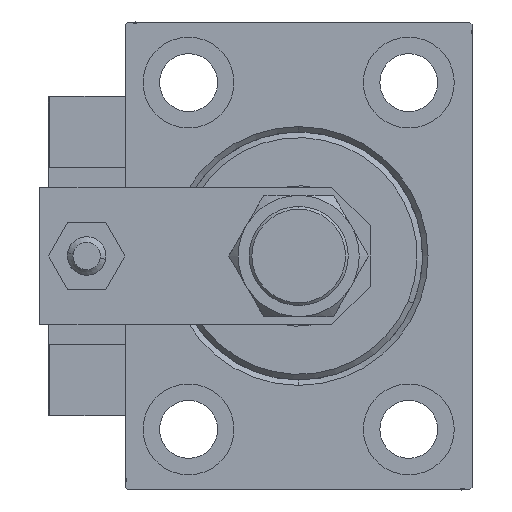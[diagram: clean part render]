
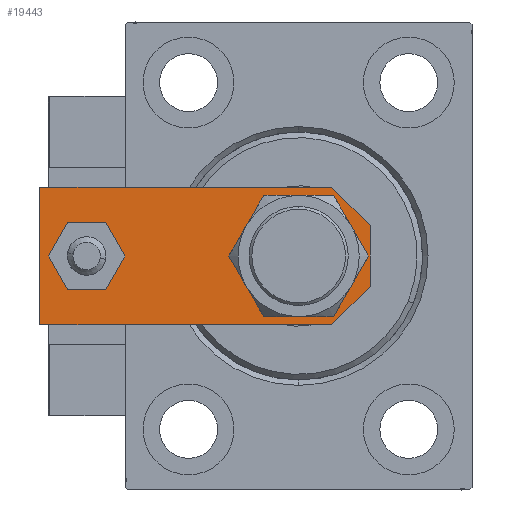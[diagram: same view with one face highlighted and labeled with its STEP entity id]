
A CAD part, left-side view. The second image highlights one B-rep face of the part: STEP entity #19443.
In plain terms, the highlighted face is planar.
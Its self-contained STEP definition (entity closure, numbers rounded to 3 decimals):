
#430 = ORIENTED_EDGE ( 'NONE', *, *, #22935, .T. ) ;
#986 = PLANE ( 'NONE',  #10115 ) ;
#1472 = AXIS2_PLACEMENT_3D ( 'NONE', #5484, #32719, #13078 ) ;
#1854 = VERTEX_POINT ( 'NONE', #29840 ) ;
#2418 = ORIENTED_EDGE ( 'NONE', *, *, #3418, .F. ) ;
#2901 = VERTEX_POINT ( 'NONE', #24963 ) ;
#3418 = EDGE_CURVE ( 'NONE', #15000, #24565, #21677, .T. ) ;
#3465 = CARTESIAN_POINT ( 'NONE',  ( 12.5, 0., 6. ) ) ;
#3512 = DIRECTION ( 'NONE',  ( 0., 0., 1. ) ) ;
#5484 = CARTESIAN_POINT ( 'NONE',  ( 0., 13., 6. ) ) ;
#7762 = VECTOR ( 'NONE', #24658, 1000. ) ;
#8436 = EDGE_LOOP ( 'NONE', ( #31074, #51667 ) ) ;
#9611 = VECTOR ( 'NONE', #12729, 1000. ) ;
#9986 = DIRECTION ( 'NONE',  ( 0.707, 0.707, 0. ) ) ;
#10115 = AXIS2_PLACEMENT_3D ( 'NONE', #21377, #33672, #41281 ) ;
#11597 = EDGE_CURVE ( 'NONE', #34025, #1854, #15767, .T. ) ;
#12729 = DIRECTION ( 'NONE',  ( -1., 0., 0. ) ) ;
#12756 = FACE_BOUND ( 'NONE', #8436, .T. ) ;
#13078 = DIRECTION ( 'NONE',  ( 1., 0., 0. ) ) ;
#14223 = EDGE_LOOP ( 'NONE', ( #2418, #32612 ) ) ;
#14535 = DIRECTION ( 'NONE',  ( 1., 0., 0. ) ) ;
#15000 = VERTEX_POINT ( 'NONE', #43571 ) ;
#15049 = CARTESIAN_POINT ( 'NONE',  ( 0., 51.5, 6. ) ) ;
#15111 = VECTOR ( 'NONE', #9986, 1000. ) ;
#15245 = CARTESIAN_POINT ( 'NONE',  ( 8.25, 13., 6. ) ) ;
#15437 = AXIS2_PLACEMENT_3D ( 'NONE', #15049, #42295, #14535 ) ;
#15628 = ORIENTED_EDGE ( 'NONE', *, *, #11597, .T. ) ;
#15767 = LINE ( 'NONE', #31736, #7762 ) ;
#16017 = LINE ( 'NONE', #3465, #20413 ) ;
#17678 = EDGE_LOOP ( 'NONE', ( #430, #15628, #45842, #39574, #21835, #49392 ) ) ;
#18210 = VERTEX_POINT ( 'NONE', #31557 ) ;
#18909 = EDGE_CURVE ( 'NONE', #28551, #45362, #45326, .T. ) ;
#19443 = ADVANCED_FACE ( 'NONE', ( #12756, #33165, #48867 ), #986, .T. ) ;
#19469 = DIRECTION ( 'NONE',  ( 1., 0., 0. ) ) ;
#20413 = VECTOR ( 'NONE', #27020, 1000. ) ;
#21301 = CIRCLE ( 'NONE', #15437, 4. ) ;
#21377 = CARTESIAN_POINT ( 'NONE',  ( 0., 0., 6. ) ) ;
#21417 = CARTESIAN_POINT ( 'NONE',  ( 0., 13., 6. ) ) ;
#21677 = CIRCLE ( 'NONE', #42597, 8.25 ) ;
#21752 = CARTESIAN_POINT ( 'NONE',  ( 2.75, -2.75, 6. ) ) ;
#21835 = ORIENTED_EDGE ( 'NONE', *, *, #26791, .T. ) ;
#22202 = VERTEX_POINT ( 'NONE', #22903 ) ;
#22903 = CARTESIAN_POINT ( 'NONE',  ( 4., 51.5, 6. ) ) ;
#22935 = EDGE_CURVE ( 'NONE', #18210, #34025, #45953, .T. ) ;
#23992 = DIRECTION ( 'NONE',  ( 1., 0., 0. ) ) ;
#24031 = VERTEX_POINT ( 'NONE', #32698 ) ;
#24159 = CARTESIAN_POINT ( 'NONE',  ( 0., 51.5, 6. ) ) ;
#24565 = VERTEX_POINT ( 'NONE', #15245 ) ;
#24658 = DIRECTION ( 'NONE',  ( 0.707, -0.707, 0. ) ) ;
#24963 = CARTESIAN_POINT ( 'NONE',  ( -4., 51.5, 6. ) ) ;
#25342 = DIRECTION ( 'NONE',  ( 0., 0., 1. ) ) ;
#25541 = DIRECTION ( 'NONE',  ( 0., -1., 0. ) ) ;
#26791 = EDGE_CURVE ( 'NONE', #45362, #24031, #16017, .T. ) ;
#27020 = DIRECTION ( 'NONE',  ( 0., 1., 0. ) ) ;
#27122 = EDGE_CURVE ( 'NONE', #1854, #28551, #40220, .T. ) ;
#28195 = CARTESIAN_POINT ( 'NONE',  ( 12.5, 60., 6. ) ) ;
#28551 = VERTEX_POINT ( 'NONE', #50209 ) ;
#29611 = VECTOR ( 'NONE', #23992, 1000. ) ;
#29840 = CARTESIAN_POINT ( 'NONE',  ( -5.5, 0., 6. ) ) ;
#31074 = ORIENTED_EDGE ( 'NONE', *, *, #43693, .F. ) ;
#31557 = CARTESIAN_POINT ( 'NONE',  ( -12.5, 60., 6. ) ) ;
#31736 = CARTESIAN_POINT ( 'NONE',  ( -2.75, -2.75, 6. ) ) ;
#31970 = EDGE_CURVE ( 'NONE', #24031, #18210, #43896, .T. ) ;
#32612 = ORIENTED_EDGE ( 'NONE', *, *, #38879, .F. ) ;
#32698 = CARTESIAN_POINT ( 'NONE',  ( 12.5, 60., 6. ) ) ;
#32719 = DIRECTION ( 'NONE',  ( 0., 0., 1. ) ) ;
#33165 = FACE_OUTER_BOUND ( 'NONE', #17678, .T. ) ;
#33672 = DIRECTION ( 'NONE',  ( 0., 0., 1. ) ) ;
#34025 = VERTEX_POINT ( 'NONE', #48345 ) ;
#34336 = CARTESIAN_POINT ( 'NONE',  ( 12.5, 7., 6. ) ) ;
#37123 = DIRECTION ( 'NONE',  ( 1., 0., 0. ) ) ;
#37835 = CARTESIAN_POINT ( 'NONE',  ( -12.5, 60., 6. ) ) ;
#38265 = CIRCLE ( 'NONE', #1472, 8.25 ) ;
#38879 = EDGE_CURVE ( 'NONE', #24565, #15000, #38265, .T. ) ;
#39574 = ORIENTED_EDGE ( 'NONE', *, *, #18909, .T. ) ;
#40220 = LINE ( 'NONE', #43637, #29611 ) ;
#41191 = AXIS2_PLACEMENT_3D ( 'NONE', #24159, #3512, #19469 ) ;
#41281 = DIRECTION ( 'NONE',  ( 1., 0., 0. ) ) ;
#42295 = DIRECTION ( 'NONE',  ( 0., 0., 1. ) ) ;
#42597 = AXIS2_PLACEMENT_3D ( 'NONE', #21417, #25342, #37123 ) ;
#43571 = CARTESIAN_POINT ( 'NONE',  ( -8.25, 13., 6. ) ) ;
#43637 = CARTESIAN_POINT ( 'NONE',  ( -12.5, 0., 6. ) ) ;
#43693 = EDGE_CURVE ( 'NONE', #2901, #22202, #44512, .T. ) ;
#43896 = LINE ( 'NONE', #28195, #9611 ) ;
#44512 = CIRCLE ( 'NONE', #41191, 4. ) ;
#45326 = LINE ( 'NONE', #21752, #15111 ) ;
#45362 = VERTEX_POINT ( 'NONE', #34336 ) ;
#45842 = ORIENTED_EDGE ( 'NONE', *, *, #27122, .T. ) ;
#45953 = LINE ( 'NONE', #37835, #46167 ) ;
#46167 = VECTOR ( 'NONE', #25541, 1000. ) ;
#48345 = CARTESIAN_POINT ( 'NONE',  ( -12.5, 7., 6. ) ) ;
#48867 = FACE_BOUND ( 'NONE', #14223, .T. ) ;
#49392 = ORIENTED_EDGE ( 'NONE', *, *, #31970, .T. ) ;
#50209 = CARTESIAN_POINT ( 'NONE',  ( 5.5, 0., 6. ) ) ;
#51661 = EDGE_CURVE ( 'NONE', #22202, #2901, #21301, .T. ) ;
#51667 = ORIENTED_EDGE ( 'NONE', *, *, #51661, .F. ) ;
